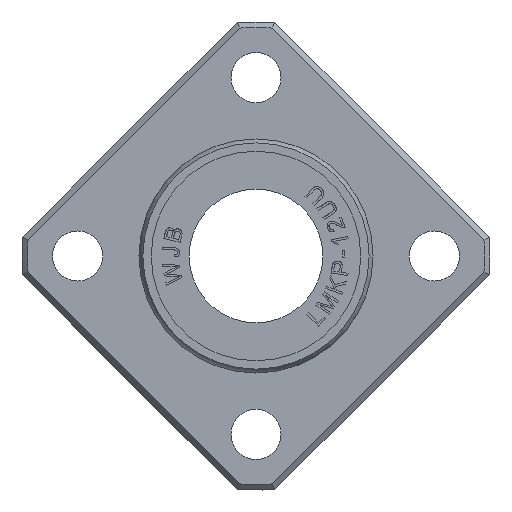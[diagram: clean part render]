
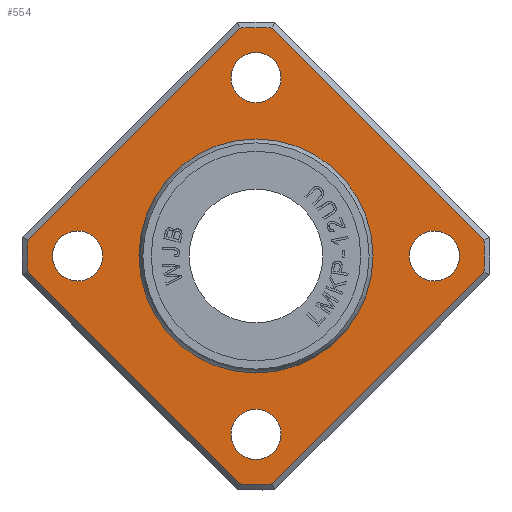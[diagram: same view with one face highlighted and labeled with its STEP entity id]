
A CAD part, left-side view. The second image highlights one B-rep face of the part: STEP entity #554.
In plain terms, the highlighted planar face has unit normal (-1, 0, 0).
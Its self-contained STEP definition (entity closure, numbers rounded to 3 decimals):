
#554=ADVANCED_FACE('',(#1756,#1757,#1758,#1759,#1760,#1761),#930,.T.);
#930=PLANE('',#6902);
#1202=CIRCLE('',#6878,20.5);
#1204=CIRCLE('',#6881,20.5);
#1206=CIRCLE('',#6884,20.5);
#1213=CIRCLE('',#6896,10.286);
#1214=CIRCLE('',#6897,2.25);
#1215=CIRCLE('',#6898,2.25);
#1216=CIRCLE('',#6899,2.25);
#1217=CIRCLE('',#6900,2.25);
#1218=CIRCLE('',#6901,20.5);
#1354=B_SPLINE_CURVE_WITH_KNOTS('',3,(#10201,#10202,#10203,#10204),.UNSPECIFIED.,
 .F.,.F.,(4,4),(0.,1.),.UNSPECIFIED.);
#1355=B_SPLINE_CURVE_WITH_KNOTS('',3,(#10205,#10206,#10207,#10208),.UNSPECIFIED.,
 .F.,.F.,(4,4),(0.,1.),.UNSPECIFIED.);
#1356=B_SPLINE_CURVE_WITH_KNOTS('',3,(#10209,#10210,#10211,#10212),.UNSPECIFIED.,
 .F.,.F.,(4,4),(0.,1.),.UNSPECIFIED.);
#1357=B_SPLINE_CURVE_WITH_KNOTS('',3,(#10216,#10217,#10218,#10219),.UNSPECIFIED.,
 .F.,.F.,(4,4),(0.,1.),.UNSPECIFIED.);
#1756=FACE_BOUND('',#1876,.T.);
#1757=FACE_BOUND('',#1877,.T.);
#1758=FACE_BOUND('',#1878,.T.);
#1759=FACE_BOUND('',#1879,.T.);
#1760=FACE_BOUND('',#1880,.T.);
#1761=FACE_BOUND('',#1881,.T.);
#1876=EDGE_LOOP('',(#2586));
#1877=EDGE_LOOP('',(#2587));
#1878=EDGE_LOOP('',(#2588));
#1879=EDGE_LOOP('',(#2589));
#1880=EDGE_LOOP('',(#2590));
#1881=EDGE_LOOP('',(#2591,#2592,#2593,#2594,#2595,#2596,#2597,#2598));
#2586=ORIENTED_EDGE('',*,*,#5121,.F.);
#2587=ORIENTED_EDGE('',*,*,#5122,.T.);
#2588=ORIENTED_EDGE('',*,*,#5123,.T.);
#2589=ORIENTED_EDGE('',*,*,#5124,.T.);
#2590=ORIENTED_EDGE('',*,*,#5125,.T.);
#2591=ORIENTED_EDGE('',*,*,#5100,.F.);
#2592=ORIENTED_EDGE('',*,*,#5126,.F.);
#2593=ORIENTED_EDGE('',*,*,#5096,.F.);
#2594=ORIENTED_EDGE('',*,*,#5127,.F.);
#2595=ORIENTED_EDGE('',*,*,#5104,.F.);
#2596=ORIENTED_EDGE('',*,*,#5128,.F.);
#2597=ORIENTED_EDGE('',*,*,#5129,.F.);
#2598=ORIENTED_EDGE('',*,*,#5130,.F.);
#4458=VERTEX_POINT('',#10108);
#4459=VERTEX_POINT('',#10109);
#4462=VERTEX_POINT('',#10123);
#4463=VERTEX_POINT('',#10124);
#4466=VERTEX_POINT('',#10138);
#4467=VERTEX_POINT('',#10139);
#4480=VERTEX_POINT('',#10192);
#4481=VERTEX_POINT('',#10194);
#4482=VERTEX_POINT('',#10196);
#4483=VERTEX_POINT('',#10198);
#4484=VERTEX_POINT('',#10200);
#4485=VERTEX_POINT('',#10213);
#4486=VERTEX_POINT('',#10215);
#5096=EDGE_CURVE('',#4458,#4459,#1202,.T.);
#5100=EDGE_CURVE('',#4462,#4463,#1204,.T.);
#5104=EDGE_CURVE('',#4466,#4467,#1206,.T.);
#5121=EDGE_CURVE('',#4480,#4480,#1213,.T.);
#5122=EDGE_CURVE('',#4481,#4481,#1214,.T.);
#5123=EDGE_CURVE('',#4482,#4482,#1215,.T.);
#5124=EDGE_CURVE('',#4483,#4483,#1216,.T.);
#5125=EDGE_CURVE('',#4484,#4484,#1217,.T.);
#5126=EDGE_CURVE('',#4459,#4462,#1354,.T.);
#5127=EDGE_CURVE('',#4467,#4458,#1355,.T.);
#5128=EDGE_CURVE('',#4485,#4466,#1356,.T.);
#5129=EDGE_CURVE('',#4486,#4485,#1218,.T.);
#5130=EDGE_CURVE('',#4463,#4486,#1357,.T.);
#6878=AXIS2_PLACEMENT_3D('',#10107,#7482,#7483);
#6881=AXIS2_PLACEMENT_3D('',#10122,#7488,#7489);
#6884=AXIS2_PLACEMENT_3D('',#10137,#7494,#7495);
#6896=AXIS2_PLACEMENT_3D('',#10191,#7522,#7523);
#6897=AXIS2_PLACEMENT_3D('',#10193,#7524,#7525);
#6898=AXIS2_PLACEMENT_3D('',#10195,#7526,#7527);
#6899=AXIS2_PLACEMENT_3D('',#10197,#7528,#7529);
#6900=AXIS2_PLACEMENT_3D('',#10199,#7530,#7531);
#6901=AXIS2_PLACEMENT_3D('',#10214,#7532,#7533);
#6902=AXIS2_PLACEMENT_3D('',#10220,#7534,#7535);
#7482=DIRECTION('',(1.,0.,0.));
#7483=DIRECTION('',(0.,0.,-1.));
#7488=DIRECTION('',(1.,0.,0.));
#7489=DIRECTION('',(0.,0.,-1.));
#7494=DIRECTION('',(1.,0.,0.));
#7495=DIRECTION('',(0.,0.,-1.));
#7522=DIRECTION('',(-1.,0.,0.));
#7523=DIRECTION('',(0.,0.,1.));
#7524=DIRECTION('',(1.,0.,0.));
#7525=DIRECTION('',(0.,1.,0.));
#7526=DIRECTION('',(1.,0.,0.));
#7527=DIRECTION('',(0.,1.,0.));
#7528=DIRECTION('',(1.,0.,0.));
#7529=DIRECTION('',(0.,1.,0.));
#7530=DIRECTION('',(1.,0.,0.));
#7531=DIRECTION('',(0.,1.,0.));
#7532=DIRECTION('',(1.,0.,0.));
#7533=DIRECTION('',(0.,0.,-1.));
#7534=DIRECTION('',(-1.,0.,0.));
#7535=DIRECTION('',(0.,0.,1.));
#10107=CARTESIAN_POINT('',(6.,0.,0.));
#10108=CARTESIAN_POINT('',(6.,-1.473,-20.447));
#10109=CARTESIAN_POINT('',(6.,1.473,-20.447));
#10122=CARTESIAN_POINT('',(6.,0.,0.));
#10123=CARTESIAN_POINT('',(6.,20.447,-1.473));
#10124=CARTESIAN_POINT('',(6.,20.447,1.473));
#10137=CARTESIAN_POINT('',(6.,0.,0.));
#10138=CARTESIAN_POINT('',(6.,-20.447,1.473));
#10139=CARTESIAN_POINT('',(6.,-20.447,-1.473));
#10191=CARTESIAN_POINT('',(6.,0.,0.));
#10192=CARTESIAN_POINT('',(6.,0.,10.286));
#10193=CARTESIAN_POINT('',(6.,16.,0.));
#10194=CARTESIAN_POINT('',(6.,13.75,0.));
#10195=CARTESIAN_POINT('',(6.,-16.,0.));
#10196=CARTESIAN_POINT('',(6.,-18.25,0.));
#10197=CARTESIAN_POINT('',(6.,0.,16.));
#10198=CARTESIAN_POINT('',(6.,-2.25,16.));
#10199=CARTESIAN_POINT('',(6.,0.,-16.));
#10200=CARTESIAN_POINT('',(6.,-2.25,-16.));
#10201=CARTESIAN_POINT('',(6.,1.473,-20.447));
#10202=CARTESIAN_POINT('',(6.,7.798,-14.122));
#10203=CARTESIAN_POINT('',(6.,14.122,-7.798));
#10204=CARTESIAN_POINT('',(6.,20.447,-1.473));
#10205=CARTESIAN_POINT('',(6.,-20.447,-1.473));
#10206=CARTESIAN_POINT('',(6.,-14.122,-7.798));
#10207=CARTESIAN_POINT('',(6.,-7.798,-14.122));
#10208=CARTESIAN_POINT('',(6.,-1.473,-20.447));
#10209=CARTESIAN_POINT('',(6.,-1.473,20.447));
#10210=CARTESIAN_POINT('',(6.,-7.798,14.122));
#10211=CARTESIAN_POINT('',(6.,-14.122,7.798));
#10212=CARTESIAN_POINT('',(6.,-20.447,1.473));
#10213=CARTESIAN_POINT('',(6.,-1.473,20.447));
#10214=CARTESIAN_POINT('',(6.,0.,0.));
#10215=CARTESIAN_POINT('',(6.,1.473,20.447));
#10216=CARTESIAN_POINT('',(6.,20.447,1.473));
#10217=CARTESIAN_POINT('',(6.,14.122,7.798));
#10218=CARTESIAN_POINT('',(6.,7.798,14.122));
#10219=CARTESIAN_POINT('',(6.,1.473,20.447));
#10220=CARTESIAN_POINT('',(6.,0.,15.643));
